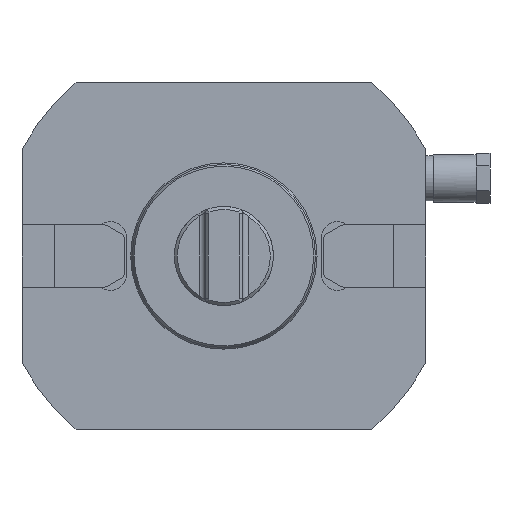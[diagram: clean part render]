
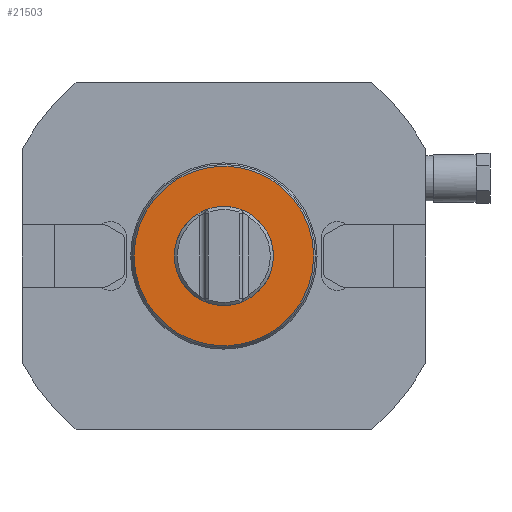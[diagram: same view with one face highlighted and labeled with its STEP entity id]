
A CAD part, front view. The second image highlights one B-rep face of the part: STEP entity #21503.
In plain terms, the highlighted planar face has unit normal (0, -1, 0).
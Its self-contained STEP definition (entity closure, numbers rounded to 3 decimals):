
#232 = EDGE_LOOP ( 'NONE', ( #4771 ) ) ;
#571 = FACE_BOUND ( 'NONE', #232, .T. ) ;
#730 = CARTESIAN_POINT ( 'NONE',  ( 28.923, -127., 0. ) ) ;
#1036 = DIRECTION ( 'NONE',  ( -1., 0., 0. ) ) ;
#1192 = DIRECTION ( 'NONE',  ( 0., -1., 0. ) ) ;
#3034 = EDGE_CURVE ( 'NONE', #9979, #9979, #8149, .T. ) ;
#4737 = CIRCLE ( 'NONE', #19802, 28.923 ) ;
#4771 = ORIENTED_EDGE ( 'NONE', *, *, #3034, .T. ) ;
#6304 = VERTEX_POINT ( 'NONE', #15576 ) ;
#6615 = EDGE_LOOP ( 'NONE', ( #26030 ) ) ;
#8149 = CIRCLE ( 'NONE', #22740, 15.95 ) ;
#8993 = CARTESIAN_POINT ( 'NONE',  ( 0., -127., 0. ) ) ;
#9979 = VERTEX_POINT ( 'NONE', #21717 ) ;
#12470 = PLANE ( 'NONE',  #19416 ) ;
#13136 = DIRECTION ( 'NONE',  ( 1., 0., 0. ) ) ;
#13268 = DIRECTION ( 'NONE',  ( 0., 1., 0. ) ) ;
#15533 = DIRECTION ( 'NONE',  ( 0., 0., -1. ) ) ;
#15576 = CARTESIAN_POINT ( 'NONE',  ( 28.923, -127., 0. ) ) ;
#17023 = FACE_OUTER_BOUND ( 'NONE', #6615, .T. ) ;
#19416 = AXIS2_PLACEMENT_3D ( 'NONE', #730, #1192, #1036 ) ;
#19802 = AXIS2_PLACEMENT_3D ( 'NONE', #26837, #28981, #13136 ) ;
#21503 = ADVANCED_FACE ( 'Defeature completata1_312', ( #571, #17023 ), #12470, .T. ) ;
#21717 = CARTESIAN_POINT ( 'NONE',  ( 0., -127., -15.95 ) ) ;
#22740 = AXIS2_PLACEMENT_3D ( 'NONE', #8993, #13268, #15533 ) ;
#26030 = ORIENTED_EDGE ( 'NONE', *, *, #28575, .F. ) ;
#26837 = CARTESIAN_POINT ( 'NONE',  ( 0., -127., 0. ) ) ;
#28575 = EDGE_CURVE ( 'NONE', #6304, #6304, #4737, .T. ) ;
#28981 = DIRECTION ( 'NONE',  ( 0., 1., 0. ) ) ;
